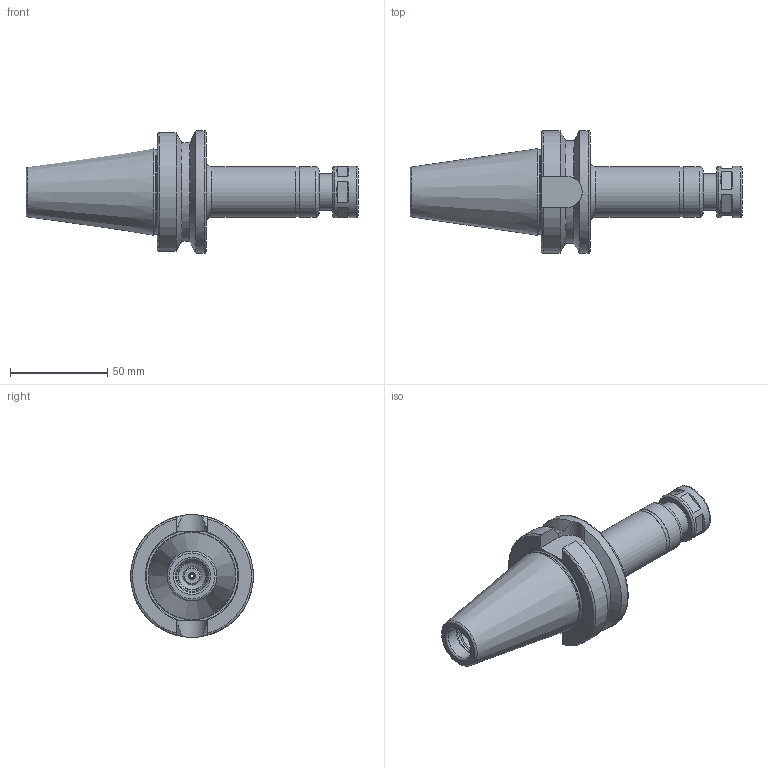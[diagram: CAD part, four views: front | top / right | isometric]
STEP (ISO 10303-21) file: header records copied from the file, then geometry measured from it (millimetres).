
FILE_DESCRIPTION((''),'2;1');
FILE_NAME('254010309105-3D.stp','2020-04-13T15:20:27',('nttooll'),(''),'Autodesk Inventor 2012','Autodesk Inventor 2012','');
FILE_SCHEMA(('AUTOMOTIVE_DESIGN { 1 0 10303 214 1 1 1 1 }'));
Length unit declared in the file: millimetre
Products named in the file (1): 254010309105-3D
Bounding box: 170.4 x 63 x 63 mm (x, y, z)
Volume: 150739.7 mm3; surface area: 32579.1 mm2
Topology: 1 solids, 1 shells, 111 faces, 226 edges, 141 vertices
Faces by surface type: plane 47, cylinder 32, cone 21, torus 11
Full cylindrical faces by diameter (mm): 1.7 x1, 3 x1, 3.5 x1, 7 x1, 7.787 x1, 8.8 x1, 9.3 x1, 10 x2, 10.5 x1, 13 x1, 13.5 x1, 14 x1, 14.25 x1, 15.5 x1, 16 x1, 17 x1, 17.4 x1, 19 x2, 25.6 x1, 26 x2, 26.3 x1, 43.5 x1, 63 x1
Entity records: 2710 total; most frequent: CARTESIAN_POINT 540, DIRECTION 470, ORIENTED_EDGE 344, AXIS2_PLACEMENT_3D 212, EDGE_LOOP 188, EDGE_CURVE 172, VERTEX_POINT 138, FACE_OUTER_BOUND 111
